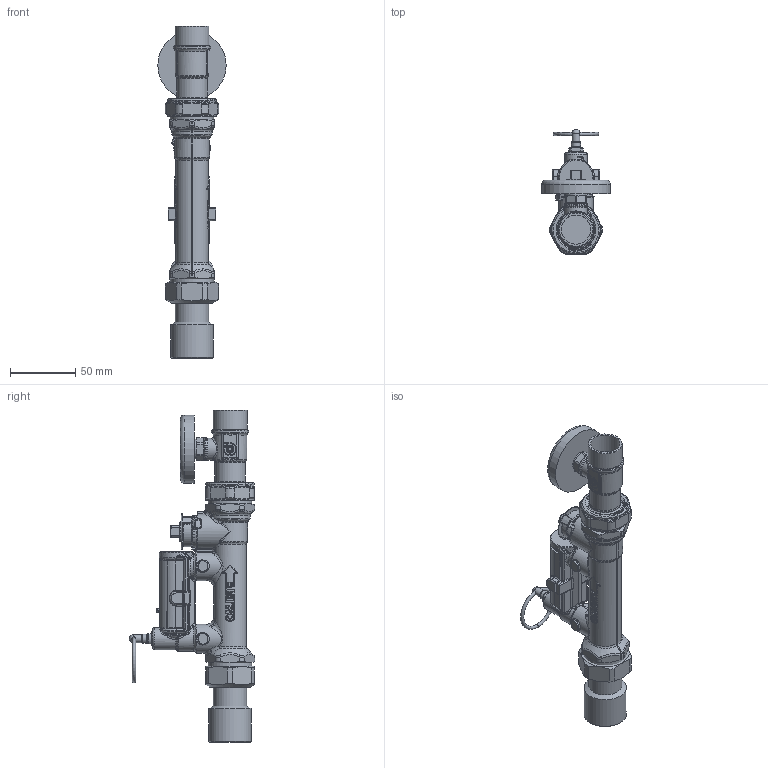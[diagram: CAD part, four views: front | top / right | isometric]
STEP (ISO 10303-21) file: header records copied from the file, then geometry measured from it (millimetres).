
FILE_DESCRIPTION(/* description */ (''),/* implementation_level */ '2;1');
FILE_NAME(/* name */ '132638AFC.stp',/* time_stamp */ '2025-07-10T15:29:22-05:00',/* author */ ('ischreiner'),/* organization */ (''),/* preprocessor_version */ 'ST-DEVELOPER v20',/* originating_system */ 'Autodesk Inventor 2025',/* authorisation */ '');
FILE_SCHEMA (('AUTOMOTIVE_DESIGN { 1 0 10303 214 3 1 1 }'));
Products named in the file (5): 132638AFC; 132637 - TST; NA10056_Simplify_1; F0015064 TP 1 SWT for check; F61008 - 1 inch union nut
Assembly tree (4 placements, depth 2):
  132638AFC
    132637 - TST
    NA10056_Simplify_1
    F0015064 TP 1 SWT for check
    F61008 - 1 inch union nut
Bounding box: 52.32 x 95.91 x 254 mm (x, y, z)
Volume: 237170.3 mm3; surface area: 70630.1 mm2
Topology: 10 solids, 10 shells, 2267 faces, 5308 edges, 2973 vertices
Faces by surface type: bspline 1052, cylinder 523, plane 332, sphere 145, torus 110, cone 105
Full cylindrical faces by diameter (mm): 2.5 x1, 3 x1, 3.1 x1, 3.3 x1, 4.1 x1, 4.2 x1, 6 x2, 7 x1, 9.017 x1, 11.176 x1, 11.227 x1, 12.954 x1, 13.6 x1, 14.5 x1, 15 x1, 15.24 x1, 15.875 x1, 17 x2, 18 x1, 20.1 x2, 20.6 x2, 22 x2, 22.352 x1, 22.7 x2, 23.5 x1, 24 x1, 24.2 x1, 25.5 x1, 26 x2, 26.924 x1
Entity records: 143025 total; most frequent: CARTESIAN_POINT 95956, ORIENTED_EDGE 10340, DIRECTION 8557, EDGE_CURVE 5170, AXIS2_PLACEMENT_3D 3707, VERTEX_POINT 2973, EDGE_LOOP 2333, FACE_OUTER_BOUND 2267
